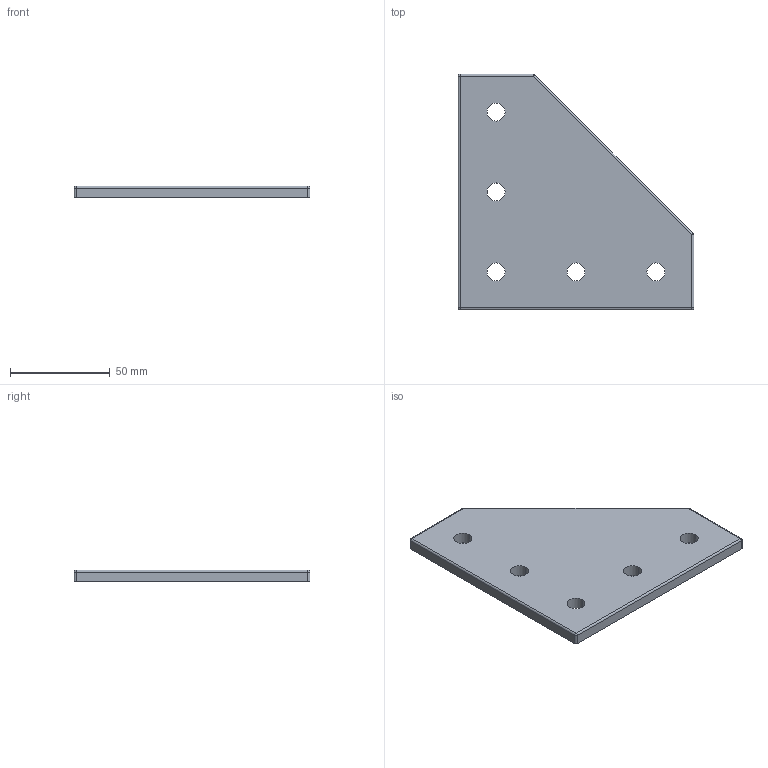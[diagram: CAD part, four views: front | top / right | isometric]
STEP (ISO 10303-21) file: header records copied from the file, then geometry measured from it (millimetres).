
FILE_DESCRIPTION((''),'2;1');
FILE_NAME('OBMP-BA-H-FAST-L','2023-10-06T17:23:43',('ccha425'),('Department of Mechanical Engineering, The University of Auckland'),'CREO PARAMETRIC BY PTC INC, 2017260','CREO PARAMETRIC BY PTC INC, 2017260','');
FILE_SCHEMA(('CONFIG_CONTROL_DESIGN'));
Length unit declared in the file: millimetre
Products named in the file (1): OBMP-BA-H-FAST-L
Bounding box: 118 x 118 x 6 mm (x, y, z)
Volume: 62340.7 mm3; surface area: 24018.9 mm2
Topology: 1 solids, 1 shells, 32 faces, 80 edges, 45 vertices
Faces by surface type: cylinder 20, plane 7, sphere 5
Entity records: 977 total; most frequent: DIRECTION 179, CARTESIAN_POINT 152, ORIENTED_EDGE 150, EDGE_CURVE 75, AXIS2_PLACEMENT_3D 72, VERTEX_POINT 45, EDGE_LOOP 42, CIRCLE 40
